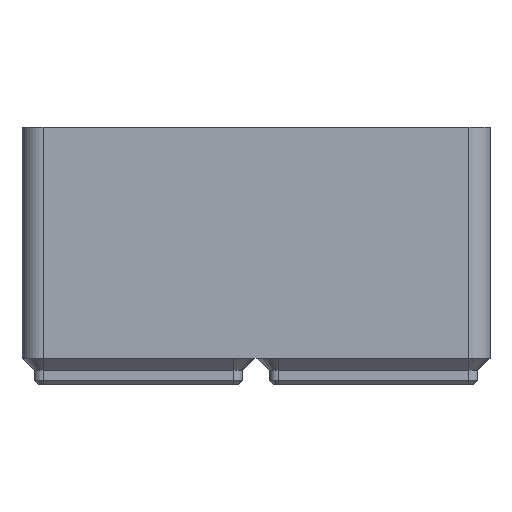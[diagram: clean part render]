
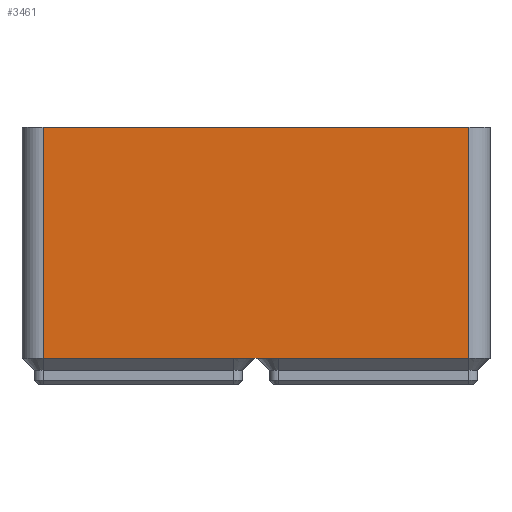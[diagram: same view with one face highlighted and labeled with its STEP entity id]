
A CAD part, front view. The second image highlights one B-rep face of the part: STEP entity #3461.
In plain terms, the highlighted planar face has unit normal (0, -1, 0).
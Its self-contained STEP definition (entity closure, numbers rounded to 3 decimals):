
#3270 = VERTEX_POINT('',#3271);
#3271 = CARTESIAN_POINT('',(-17.,-20.75,4.));
#3278 = EDGE_CURVE('',#3270,#3279,#3281,.T.);
#3279 = VERTEX_POINT('',#3280);
#3280 = CARTESIAN_POINT('',(59.,-20.75,4.));
#3281 = LINE('',#3282,#3283);
#3282 = CARTESIAN_POINT('',(59.,-20.75,4.));
#3283 = VECTOR('',#3284,1.);
#3284 = DIRECTION('',(1.,0.,0.));
#3441 = VERTEX_POINT('',#3442);
#3442 = CARTESIAN_POINT('',(-17.,-20.75,-37.25));
#3449 = EDGE_CURVE('',#3441,#3270,#3450,.T.);
#3450 = LINE('',#3451,#3452);
#3451 = CARTESIAN_POINT('',(-17.,-20.75,0.));
#3452 = VECTOR('',#3453,1.);
#3453 = DIRECTION('',(0.,0.,1.));
#3461 = ADVANCED_FACE('',(#3462),#3496,.T.);
#3462 = FACE_BOUND('',#3463,.T.);
#3463 = EDGE_LOOP('',(#3464,#3465,#3473,#3481,#3489,#3495));
#3464 = ORIENTED_EDGE('',*,*,#3449,.F.);
#3465 = ORIENTED_EDGE('',*,*,#3466,.F.);
#3466 = EDGE_CURVE('',#3467,#3441,#3469,.T.);
#3467 = VERTEX_POINT('',#3468);
#3468 = CARTESIAN_POINT('',(17.,-20.75,-37.25));
#3469 = LINE('',#3470,#3471);
#3470 = CARTESIAN_POINT('',(17.,-20.75,-37.25));
#3471 = VECTOR('',#3472,1.);
#3472 = DIRECTION('',(-1.,0.,0.));
#3473 = ORIENTED_EDGE('',*,*,#3474,.F.);
#3474 = EDGE_CURVE('',#3475,#3467,#3477,.T.);
#3475 = VERTEX_POINT('',#3476);
#3476 = CARTESIAN_POINT('',(25.,-20.75,-37.25));
#3477 = LINE('',#3478,#3479);
#3478 = CARTESIAN_POINT('',(59.,-20.75,-37.25));
#3479 = VECTOR('',#3480,1.);
#3480 = DIRECTION('',(-1.,0.,0.));
#3481 = ORIENTED_EDGE('',*,*,#3482,.F.);
#3482 = EDGE_CURVE('',#3483,#3475,#3485,.T.);
#3483 = VERTEX_POINT('',#3484);
#3484 = CARTESIAN_POINT('',(59.,-20.75,-37.25));
#3485 = LINE('',#3486,#3487);
#3486 = CARTESIAN_POINT('',(59.,-20.75,-37.25));
#3487 = VECTOR('',#3488,1.);
#3488 = DIRECTION('',(-1.,0.,0.));
#3489 = ORIENTED_EDGE('',*,*,#3490,.T.);
#3490 = EDGE_CURVE('',#3483,#3279,#3491,.T.);
#3491 = LINE('',#3492,#3493);
#3492 = CARTESIAN_POINT('',(59.,-20.75,-37.25));
#3493 = VECTOR('',#3494,1.);
#3494 = DIRECTION('',(0.,0.,1.));
#3495 = ORIENTED_EDGE('',*,*,#3278,.F.);
#3496 = PLANE('',#3497);
#3497 = AXIS2_PLACEMENT_3D('',#3498,#3499,#3500);
#3498 = CARTESIAN_POINT('',(21.,-20.75,-16.625));
#3499 = DIRECTION('',(-0.,-1.,-0.));
#3500 = DIRECTION('',(0.,0.,-1.));
